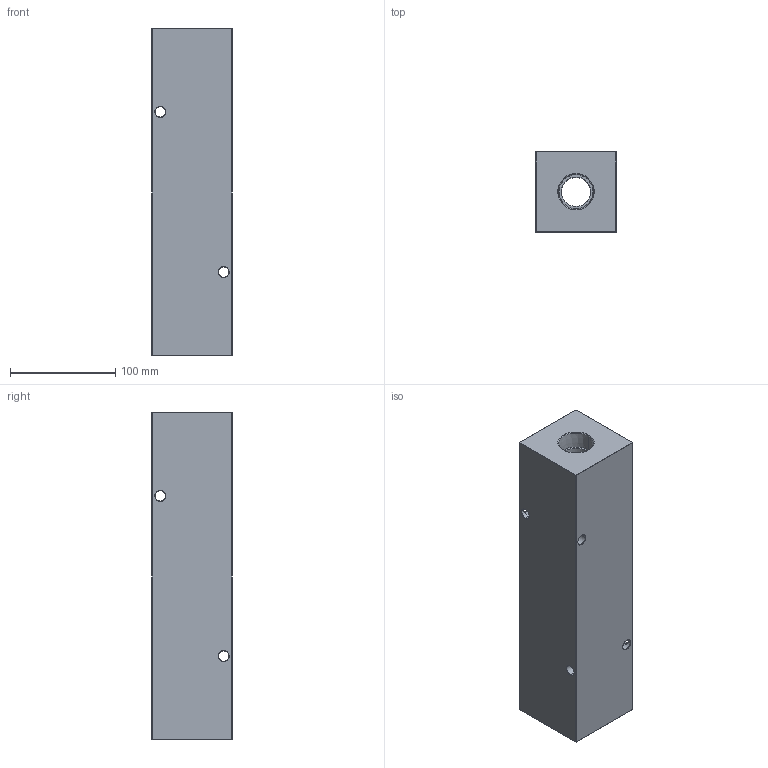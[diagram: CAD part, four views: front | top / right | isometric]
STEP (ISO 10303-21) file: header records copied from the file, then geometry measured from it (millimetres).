
FILE_DESCRIPTION (( 'STEP AP214' ), '1' );
FILE_NAME ('HM-4-0-P-16-12.STEP', '2020-02-28T20:40:27', ( '' ), ( '' ), 'SwSTEP 2.0', 'SolidWorks 2019', '' );
FILE_SCHEMA (( 'AUTOMOTIVE_DESIGN' ));
Length unit declared in the file: inch
Products named in the file (1): HM-4-0-P-16-12
Bounding box: 76.2 x 76.2 x 311.15 mm (x, y, z)
Volume: 1536207.7 mm3; surface area: 145464.3 mm2
Topology: 1 solids, 1 shells, 491 faces, 1275 edges, 830 vertices
Faces by surface type: plane 259, bspline 174, cone 32, cylinder 26
Entity records: 29792 total; most frequent: CARTESIAN_POINT 12779, ORIENTED_EDGE 2550, DIRECTION 1615, EDGE_CURVE 1275, VERTEX_POINT 830, VECTOR 827, LINE 827, EDGE_LOOP 557
